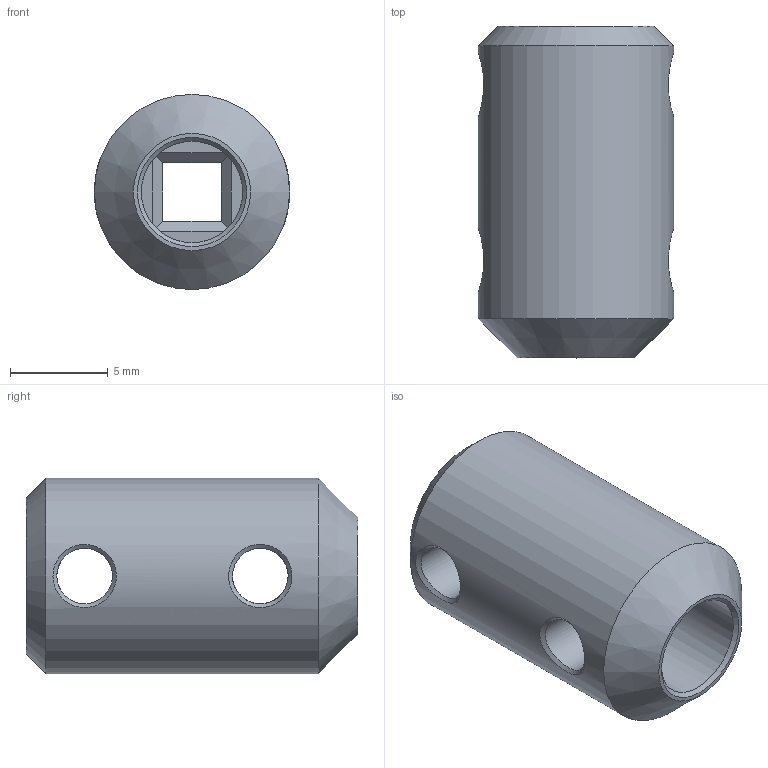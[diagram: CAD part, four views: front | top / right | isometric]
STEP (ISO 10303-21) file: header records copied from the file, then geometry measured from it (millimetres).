
FILE_DESCRIPTION(/* description */ (''),/* implementation_level */ '2;1');
FILE_NAME(/* name */ 'Remote Direct Drive Coupler.step',/* time_stamp */ '2020-09-29T22:31:58-07:00',/* author */ (''),/* organization */ (''),/* preprocessor_version */ 'ST-DEVELOPER v18.1',/* originating_system */ 'Autodesk Translation Framework v9.3.0.1241',/* authorisation */ '');
FILE_SCHEMA (('AUTOMOTIVE_DESIGN { 1 0 10303 214 3 1 1 }'));
Length unit declared in the file: millimetre
Products named in the file (1): Remote Direct Drive Coupler
Bounding box: 10 x 17 x 10 mm (x, y, z)
Volume: 911.8 mm3; surface area: 898.5 mm2
Topology: 1 solids, 1 shells, 37 faces, 101 edges, 61 vertices
Faces by surface type: plane 20, cylinder 6, bspline 6, cone 5
Full cylindrical faces by diameter (mm): 2.85 x4, 5.2 x1, 10 x1
Entity records: 2136 total; most frequent: CARTESIAN_POINT 1207, ORIENTED_EDGE 202, DIRECTION 166, EDGE_CURVE 101, VERTEX_POINT 61, AXIS2_PLACEMENT_3D 57, LINE 52, VECTOR 52
